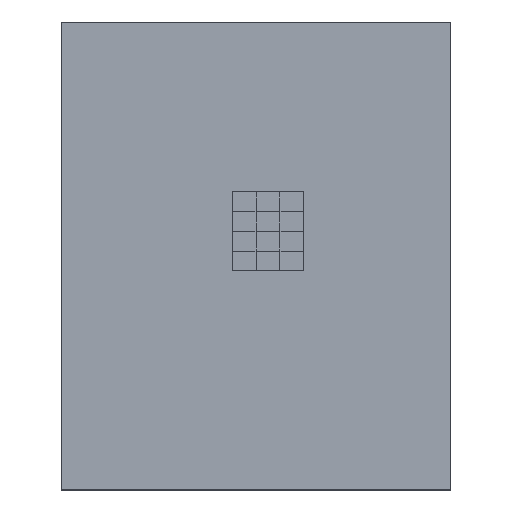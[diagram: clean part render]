
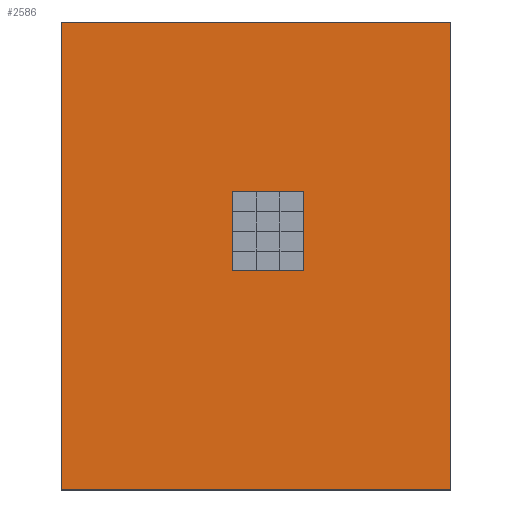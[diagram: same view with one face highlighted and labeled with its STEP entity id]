
A CAD part, top view. The second image highlights one B-rep face of the part: STEP entity #2586.
In plain terms, the highlighted planar face has unit normal (0, 0, 1).
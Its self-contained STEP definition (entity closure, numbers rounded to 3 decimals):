
#187 = PLANE('',#188);
#188 = AXIS2_PLACEMENT_3D('',#189,#190,#191);
#189 = CARTESIAN_POINT('',(-1.,1.2,0.));
#190 = DIRECTION('',(-1.,0.,0.));
#191 = DIRECTION('',(0.,-1.,0.));
#536 = PLANE('',#537);
#537 = AXIS2_PLACEMENT_3D('',#538,#539,#540);
#538 = CARTESIAN_POINT('',(1.,-1.2,0.));
#539 = DIRECTION('',(1.,0.,0.));
#540 = DIRECTION('',(-0.,1.,0.));
#1906 = VERTEX_POINT('',#1907);
#1907 = CARTESIAN_POINT('',(1.,1.2,0.65));
#1921 = PLANE('',#1922);
#1922 = AXIS2_PLACEMENT_3D('',#1923,#1924,#1925);
#1923 = CARTESIAN_POINT('',(1.,1.2,0.));
#1924 = DIRECTION('',(0.,1.,0.));
#1925 = DIRECTION('',(-1.,0.,0.));
#1933 = EDGE_CURVE('',#1934,#1906,#1936,.T.);
#1934 = VERTEX_POINT('',#1935);
#1935 = CARTESIAN_POINT('',(1.,-1.2,0.65));
#1936 = SURFACE_CURVE('',#1937,(#1941,#1948),.PCURVE_S1.);
#1937 = LINE('',#1938,#1939);
#1938 = CARTESIAN_POINT('',(1.,1.2,0.65));
#1939 = VECTOR('',#1940,1.);
#1940 = DIRECTION('',(0.,1.,0.));
#1941 = PCURVE('',#536,#1942);
#1942 = DEFINITIONAL_REPRESENTATION('',(#1943),#1947);
#1943 = LINE('',#1944,#1945);
#1944 = CARTESIAN_POINT('',(2.4,0.65));
#1945 = VECTOR('',#1946,1.);
#1946 = DIRECTION('',(1.,0.));
#1947 = ( GEOMETRIC_REPRESENTATION_CONTEXT(2) 
PARAMETRIC_REPRESENTATION_CONTEXT() REPRESENTATION_CONTEXT('2D SPACE',''
  ) );
#1948 = PCURVE('',#1949,#1954);
#1949 = PLANE('',#1950);
#1950 = AXIS2_PLACEMENT_3D('',#1951,#1952,#1953);
#1951 = CARTESIAN_POINT('',(0.,0.,0.65));
#1952 = DIRECTION('',(0.,0.,1.));
#1953 = DIRECTION('',(1.,0.,-0.));
#1954 = DEFINITIONAL_REPRESENTATION('',(#1955),#1959);
#1955 = LINE('',#1956,#1957);
#1956 = CARTESIAN_POINT('',(1.,1.2));
#1957 = VECTOR('',#1958,1.);
#1958 = DIRECTION('',(0.,1.));
#1959 = ( GEOMETRIC_REPRESENTATION_CONTEXT(2) 
PARAMETRIC_REPRESENTATION_CONTEXT() REPRESENTATION_CONTEXT('2D SPACE',''
  ) );
#1977 = PLANE('',#1978);
#1978 = AXIS2_PLACEMENT_3D('',#1979,#1980,#1981);
#1979 = CARTESIAN_POINT('',(-1.,-1.2,0.));
#1980 = DIRECTION('',(0.,-1.,0.));
#1981 = DIRECTION('',(1.,0.,0.));
#2088 = VERTEX_POINT('',#2089);
#2089 = CARTESIAN_POINT('',(-1.,-1.2,0.65));
#2110 = EDGE_CURVE('',#2111,#2088,#2113,.T.);
#2111 = VERTEX_POINT('',#2112);
#2112 = CARTESIAN_POINT('',(-1.,1.2,0.65));
#2113 = SURFACE_CURVE('',#2114,(#2118,#2125),.PCURVE_S1.);
#2114 = LINE('',#2115,#2116);
#2115 = CARTESIAN_POINT('',(-1.,-1.2,0.65));
#2116 = VECTOR('',#2117,1.);
#2117 = DIRECTION('',(0.,-1.,0.));
#2118 = PCURVE('',#187,#2119);
#2119 = DEFINITIONAL_REPRESENTATION('',(#2120),#2124);
#2120 = LINE('',#2121,#2122);
#2121 = CARTESIAN_POINT('',(2.4,0.65));
#2122 = VECTOR('',#2123,1.);
#2123 = DIRECTION('',(1.,0.));
#2124 = ( GEOMETRIC_REPRESENTATION_CONTEXT(2) 
PARAMETRIC_REPRESENTATION_CONTEXT() REPRESENTATION_CONTEXT('2D SPACE',''
  ) );
#2125 = PCURVE('',#1949,#2126);
#2126 = DEFINITIONAL_REPRESENTATION('',(#2127),#2131);
#2127 = LINE('',#2128,#2129);
#2128 = CARTESIAN_POINT('',(-1.,-1.2));
#2129 = VECTOR('',#2130,1.);
#2130 = DIRECTION('',(0.,-1.));
#2131 = ( GEOMETRIC_REPRESENTATION_CONTEXT(2) 
PARAMETRIC_REPRESENTATION_CONTEXT() REPRESENTATION_CONTEXT('2D SPACE',''
  ) );
#2180 = EDGE_CURVE('',#2181,#2183,#2185,.T.);
#2181 = VERTEX_POINT('',#2182);
#2182 = CARTESIAN_POINT('',(0.246,0.329,0.65));
#2183 = VERTEX_POINT('',#2184);
#2184 = CARTESIAN_POINT('',(0.246,-0.077,0.65));
#2185 = SURFACE_CURVE('',#2186,(#2190,#2202),.PCURVE_S1.);
#2186 = LINE('',#2187,#2188);
#2187 = CARTESIAN_POINT('',(0.246,0.165,0.65));
#2188 = VECTOR('',#2189,1.);
#2189 = DIRECTION('',(0.,-1.,0.));
#2190 = PCURVE('',#2191,#2196);
#2191 = PLANE('',#2192);
#2192 = AXIS2_PLACEMENT_3D('',#2193,#2194,#2195);
#2193 = CARTESIAN_POINT('',(0.246,0.329,0.65));
#2194 = DIRECTION('',(1.,0.,0.));
#2195 = DIRECTION('',(0.,-1.,0.));
#2196 = DEFINITIONAL_REPRESENTATION('',(#2197),#2201);
#2197 = LINE('',#2198,#2199);
#2198 = CARTESIAN_POINT('',(0.165,0.));
#2199 = VECTOR('',#2200,1.);
#2200 = DIRECTION('',(1.,0.));
#2201 = ( GEOMETRIC_REPRESENTATION_CONTEXT(2) 
PARAMETRIC_REPRESENTATION_CONTEXT() REPRESENTATION_CONTEXT('2D SPACE',''
  ) );
#2202 = PCURVE('',#1949,#2203);
#2203 = DEFINITIONAL_REPRESENTATION('',(#2204),#2208);
#2204 = LINE('',#2205,#2206);
#2205 = CARTESIAN_POINT('',(0.246,0.165));
#2206 = VECTOR('',#2207,1.);
#2207 = DIRECTION('',(0.,-1.));
#2208 = ( GEOMETRIC_REPRESENTATION_CONTEXT(2) 
PARAMETRIC_REPRESENTATION_CONTEXT() REPRESENTATION_CONTEXT('2D SPACE',''
  ) );
#2226 = PLANE('',#2227);
#2227 = AXIS2_PLACEMENT_3D('',#2228,#2229,#2230);
#2228 = CARTESIAN_POINT('',(-0.123,0.329,0.65));
#2229 = DIRECTION('',(0.,1.,0.));
#2230 = DIRECTION('',(1.,0.,0.));
#2280 = PLANE('',#2281);
#2281 = AXIS2_PLACEMENT_3D('',#2282,#2283,#2284);
#2282 = CARTESIAN_POINT('',(0.246,-0.077,0.65));
#2283 = DIRECTION('',(0.,-1.,0.));
#2284 = DIRECTION('',(-1.,0.,0.));
#2295 = EDGE_CURVE('',#2296,#2181,#2298,.T.);
#2296 = VERTEX_POINT('',#2297);
#2297 = CARTESIAN_POINT('',(-0.123,0.329,0.65));
#2298 = SURFACE_CURVE('',#2299,(#2303,#2310),.PCURVE_S1.);
#2299 = LINE('',#2300,#2301);
#2300 = CARTESIAN_POINT('',(-0.062,0.329,0.65));
#2301 = VECTOR('',#2302,1.);
#2302 = DIRECTION('',(1.,0.,0.));
#2303 = PCURVE('',#2226,#2304);
#2304 = DEFINITIONAL_REPRESENTATION('',(#2305),#2309);
#2305 = LINE('',#2306,#2307);
#2306 = CARTESIAN_POINT('',(0.062,0.));
#2307 = VECTOR('',#2308,1.);
#2308 = DIRECTION('',(1.,0.));
#2309 = ( GEOMETRIC_REPRESENTATION_CONTEXT(2) 
PARAMETRIC_REPRESENTATION_CONTEXT() REPRESENTATION_CONTEXT('2D SPACE',''
  ) );
#2310 = PCURVE('',#1949,#2311);
#2311 = DEFINITIONAL_REPRESENTATION('',(#2312),#2316);
#2312 = LINE('',#2313,#2314);
#2313 = CARTESIAN_POINT('',(-0.062,0.329));
#2314 = VECTOR('',#2315,1.);
#2315 = DIRECTION('',(1.,0.));
#2316 = ( GEOMETRIC_REPRESENTATION_CONTEXT(2) 
PARAMETRIC_REPRESENTATION_CONTEXT() REPRESENTATION_CONTEXT('2D SPACE',''
  ) );
#2334 = PLANE('',#2335);
#2335 = AXIS2_PLACEMENT_3D('',#2336,#2337,#2338);
#2336 = CARTESIAN_POINT('',(-0.123,-0.077,0.65));
#2337 = DIRECTION('',(-1.,0.,0.));
#2338 = DIRECTION('',(0.,1.,0.));
#2371 = EDGE_CURVE('',#2372,#2296,#2374,.T.);
#2372 = VERTEX_POINT('',#2373);
#2373 = CARTESIAN_POINT('',(-0.123,-0.077,0.65));
#2374 = SURFACE_CURVE('',#2375,(#2379,#2386),.PCURVE_S1.);
#2375 = LINE('',#2376,#2377);
#2376 = CARTESIAN_POINT('',(-0.123,-0.039,0.65));
#2377 = VECTOR('',#2378,1.);
#2378 = DIRECTION('',(0.,1.,0.));
#2379 = PCURVE('',#2334,#2380);
#2380 = DEFINITIONAL_REPRESENTATION('',(#2381),#2385);
#2381 = LINE('',#2382,#2383);
#2382 = CARTESIAN_POINT('',(0.039,0.));
#2383 = VECTOR('',#2384,1.);
#2384 = DIRECTION('',(1.,0.));
#2385 = ( GEOMETRIC_REPRESENTATION_CONTEXT(2) 
PARAMETRIC_REPRESENTATION_CONTEXT() REPRESENTATION_CONTEXT('2D SPACE',''
  ) );
#2386 = PCURVE('',#1949,#2387);
#2387 = DEFINITIONAL_REPRESENTATION('',(#2388),#2392);
#2388 = LINE('',#2389,#2390);
#2389 = CARTESIAN_POINT('',(-0.123,-0.039));
#2390 = VECTOR('',#2391,1.);
#2391 = DIRECTION('',(0.,1.));
#2392 = ( GEOMETRIC_REPRESENTATION_CONTEXT(2) 
PARAMETRIC_REPRESENTATION_CONTEXT() REPRESENTATION_CONTEXT('2D SPACE',''
  ) );
#2442 = EDGE_CURVE('',#2183,#2372,#2443,.T.);
#2443 = SURFACE_CURVE('',#2444,(#2448,#2455),.PCURVE_S1.);
#2444 = LINE('',#2445,#2446);
#2445 = CARTESIAN_POINT('',(0.123,-0.077,0.65));
#2446 = VECTOR('',#2447,1.);
#2447 = DIRECTION('',(-1.,0.,0.));
#2448 = PCURVE('',#2280,#2449);
#2449 = DEFINITIONAL_REPRESENTATION('',(#2450),#2454);
#2450 = LINE('',#2451,#2452);
#2451 = CARTESIAN_POINT('',(0.123,0.));
#2452 = VECTOR('',#2453,1.);
#2453 = DIRECTION('',(1.,0.));
#2454 = ( GEOMETRIC_REPRESENTATION_CONTEXT(2) 
PARAMETRIC_REPRESENTATION_CONTEXT() REPRESENTATION_CONTEXT('2D SPACE',''
  ) );
#2455 = PCURVE('',#1949,#2456);
#2456 = DEFINITIONAL_REPRESENTATION('',(#2457),#2461);
#2457 = LINE('',#2458,#2459);
#2458 = CARTESIAN_POINT('',(0.123,-0.077));
#2459 = VECTOR('',#2460,1.);
#2460 = DIRECTION('',(-1.,0.));
#2461 = ( GEOMETRIC_REPRESENTATION_CONTEXT(2) 
PARAMETRIC_REPRESENTATION_CONTEXT() REPRESENTATION_CONTEXT('2D SPACE',''
  ) );
#2518 = EDGE_CURVE('',#2088,#1934,#2519,.T.);
#2519 = SURFACE_CURVE('',#2520,(#2524,#2531),.PCURVE_S1.);
#2520 = LINE('',#2521,#2522);
#2521 = CARTESIAN_POINT('',(1.,-1.2,0.65));
#2522 = VECTOR('',#2523,1.);
#2523 = DIRECTION('',(1.,0.,0.));
#2524 = PCURVE('',#1977,#2525);
#2525 = DEFINITIONAL_REPRESENTATION('',(#2526),#2530);
#2526 = LINE('',#2527,#2528);
#2527 = CARTESIAN_POINT('',(2.,0.65));
#2528 = VECTOR('',#2529,1.);
#2529 = DIRECTION('',(1.,0.));
#2530 = ( GEOMETRIC_REPRESENTATION_CONTEXT(2) 
PARAMETRIC_REPRESENTATION_CONTEXT() REPRESENTATION_CONTEXT('2D SPACE',''
  ) );
#2531 = PCURVE('',#1949,#2532);
#2532 = DEFINITIONAL_REPRESENTATION('',(#2533),#2537);
#2533 = LINE('',#2534,#2535);
#2534 = CARTESIAN_POINT('',(1.,-1.2));
#2535 = VECTOR('',#2536,1.);
#2536 = DIRECTION('',(1.,0.));
#2537 = ( GEOMETRIC_REPRESENTATION_CONTEXT(2) 
PARAMETRIC_REPRESENTATION_CONTEXT() REPRESENTATION_CONTEXT('2D SPACE',''
  ) );
#2565 = EDGE_CURVE('',#1906,#2111,#2566,.T.);
#2566 = SURFACE_CURVE('',#2567,(#2571,#2578),.PCURVE_S1.);
#2567 = LINE('',#2568,#2569);
#2568 = CARTESIAN_POINT('',(-1.,1.2,0.65));
#2569 = VECTOR('',#2570,1.);
#2570 = DIRECTION('',(-1.,0.,0.));
#2571 = PCURVE('',#1921,#2572);
#2572 = DEFINITIONAL_REPRESENTATION('',(#2573),#2577);
#2573 = LINE('',#2574,#2575);
#2574 = CARTESIAN_POINT('',(2.,0.65));
#2575 = VECTOR('',#2576,1.);
#2576 = DIRECTION('',(1.,0.));
#2577 = ( GEOMETRIC_REPRESENTATION_CONTEXT(2) 
PARAMETRIC_REPRESENTATION_CONTEXT() REPRESENTATION_CONTEXT('2D SPACE',''
  ) );
#2578 = PCURVE('',#1949,#2579);
#2579 = DEFINITIONAL_REPRESENTATION('',(#2580),#2584);
#2580 = LINE('',#2581,#2582);
#2581 = CARTESIAN_POINT('',(-1.,1.2));
#2582 = VECTOR('',#2583,1.);
#2583 = DIRECTION('',(-1.,0.));
#2584 = ( GEOMETRIC_REPRESENTATION_CONTEXT(2) 
PARAMETRIC_REPRESENTATION_CONTEXT() REPRESENTATION_CONTEXT('2D SPACE',''
  ) );
#2586 = ADVANCED_FACE('',(#2587,#2593),#1949,.T.);
#2587 = FACE_BOUND('',#2588,.T.);
#2588 = EDGE_LOOP('',(#2589,#2590,#2591,#2592));
#2589 = ORIENTED_EDGE('',*,*,#2565,.T.);
#2590 = ORIENTED_EDGE('',*,*,#2110,.T.);
#2591 = ORIENTED_EDGE('',*,*,#2518,.T.);
#2592 = ORIENTED_EDGE('',*,*,#1933,.T.);
#2593 = FACE_BOUND('',#2594,.T.);
#2594 = EDGE_LOOP('',(#2595,#2596,#2597,#2598));
#2595 = ORIENTED_EDGE('',*,*,#2180,.T.);
#2596 = ORIENTED_EDGE('',*,*,#2442,.T.);
#2597 = ORIENTED_EDGE('',*,*,#2371,.T.);
#2598 = ORIENTED_EDGE('',*,*,#2295,.T.);
